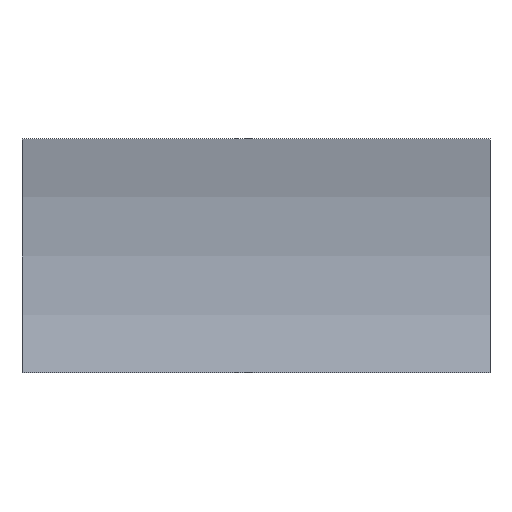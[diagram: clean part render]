
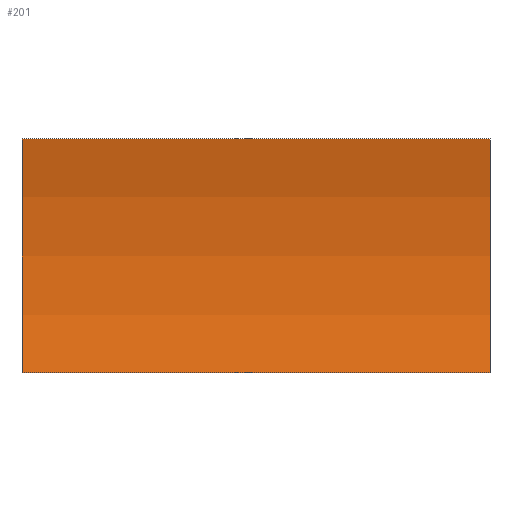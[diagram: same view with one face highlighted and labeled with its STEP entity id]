
A CAD part, left-side view. The second image highlights one B-rep face of the part: STEP entity #201.
In plain terms, the highlighted cylindrical face has radius 38.78 mm (diameter 77.56 mm), a partial arc.
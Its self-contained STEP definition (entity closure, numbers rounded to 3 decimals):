
#3 = DIRECTION ( 'NONE',  ( 0., -1., 0. ) ) ;
#10 = DIRECTION ( 'NONE',  ( 0., 0., -1. ) ) ;
#14 = DIRECTION ( 'NONE',  ( 0., 0., 1. ) ) ;
#15 = LINE ( 'NONE', #77, #76 ) ;
#23 = DIRECTION ( 'NONE',  ( 0., -1., 0. ) ) ;
#28 = ORIENTED_EDGE ( 'NONE', *, *, #132, .F. ) ;
#32 = VECTOR ( 'NONE', #46, 1000. ) ;
#33 = CARTESIAN_POINT ( 'NONE',  ( -41.78, 40., 10. ) ) ;
#36 = CARTESIAN_POINT ( 'NONE',  ( -41.78, 0., 10. ) ) ;
#38 = DIRECTION ( 'NONE',  ( 0., 0., 1. ) ) ;
#39 = CARTESIAN_POINT ( 'NONE',  ( -4.312, 40., 0. ) ) ;
#43 = AXIS2_PLACEMENT_3D ( 'NONE', #199, #3, #10 ) ;
#46 = DIRECTION ( 'NONE',  ( 0., -1., 0. ) ) ;
#47 = DIRECTION ( 'NONE',  ( 0., -1., 0. ) ) ;
#48 = AXIS2_PLACEMENT_3D ( 'NONE', #36, #23, #38 ) ;
#52 = EDGE_CURVE ( 'NONE', #137, #115, #198, .T. ) ;
#64 = DIRECTION ( 'NONE',  ( 0., -1., 0. ) ) ;
#68 = CARTESIAN_POINT ( 'NONE',  ( -4.312, 0., 20. ) ) ;
#72 = VERTEX_POINT ( 'NONE', #143 ) ;
#74 = ORIENTED_EDGE ( 'NONE', *, *, #150, .T. ) ;
#76 = VECTOR ( 'NONE', #64, 1000. ) ;
#77 = CARTESIAN_POINT ( 'NONE',  ( -4.312, 40., 0. ) ) ;
#88 = FACE_OUTER_BOUND ( 'NONE', #119, .T. ) ;
#100 = CARTESIAN_POINT ( 'NONE',  ( -4.312, 40., 20. ) ) ;
#115 = VERTEX_POINT ( 'NONE', #68 ) ;
#119 = EDGE_LOOP ( 'NONE', ( #121, #197, #28, #74 ) ) ;
#121 = ORIENTED_EDGE ( 'NONE', *, *, #124, .T. ) ;
#124 = EDGE_CURVE ( 'NONE', #72, #115, #171, .T. ) ;
#130 = CARTESIAN_POINT ( 'NONE',  ( -4.312, 40., 20. ) ) ;
#132 = EDGE_CURVE ( 'NONE', #184, #137, #156, .T. ) ;
#137 = VERTEX_POINT ( 'NONE', #130 ) ;
#143 = CARTESIAN_POINT ( 'NONE',  ( -4.312, 0., 0. ) ) ;
#150 = EDGE_CURVE ( 'NONE', #184, #72, #15, .T. ) ;
#156 = CIRCLE ( 'NONE', #167, 38.78 ) ;
#162 = CYLINDRICAL_SURFACE ( 'NONE', #43, 38.78 ) ;
#167 = AXIS2_PLACEMENT_3D ( 'NONE', #33, #47, #14 ) ;
#171 = CIRCLE ( 'NONE', #48, 38.78 ) ;
#184 = VERTEX_POINT ( 'NONE', #39 ) ;
#197 = ORIENTED_EDGE ( 'NONE', *, *, #52, .F. ) ;
#198 = LINE ( 'NONE', #100, #32 ) ;
#199 = CARTESIAN_POINT ( 'NONE',  ( -41.78, 40., 10. ) ) ;
#201 = ADVANCED_FACE ( 'NONE', ( #88 ), #162, .F. ) ;
